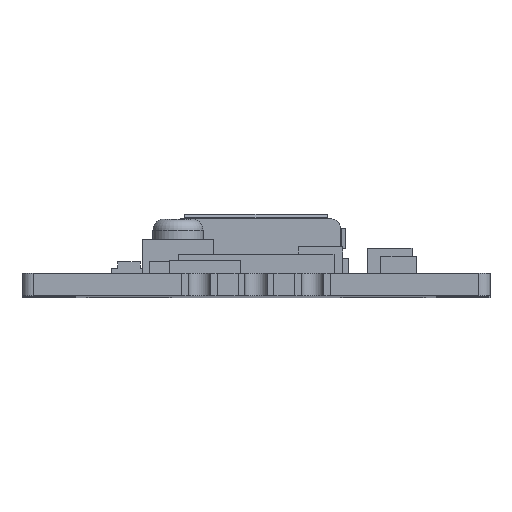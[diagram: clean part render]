
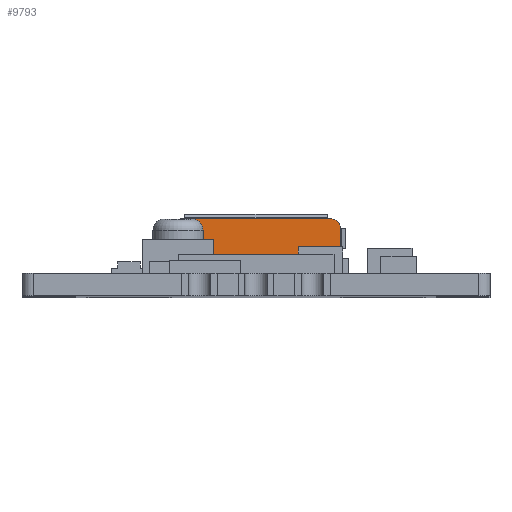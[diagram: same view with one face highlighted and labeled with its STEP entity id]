
A CAD part, top view. The second image highlights one B-rep face of the part: STEP entity #9793.
In plain terms, the highlighted face is planar.
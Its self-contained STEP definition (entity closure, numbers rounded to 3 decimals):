
#517=PLANE('',#10799);
#968=FACE_OUTER_BOUND('',#1541,.T.);
#1541=EDGE_LOOP('',(#8617,#8618,#8619,#8620,#8621,#8622,#8623,#8624,#8625,
#8626,#8627,#8628));
#2335=LINE('',#16348,#3280);
#2340=LINE('',#16362,#3285);
#2344=LINE('',#16374,#3289);
#2348=LINE('',#16386,#3293);
#2352=LINE('',#16398,#3297);
#2356=LINE('',#16410,#3301);
#3280=VECTOR('',#13046,1000.);
#3285=VECTOR('',#13059,1000.);
#3289=VECTOR('',#13071,1000.);
#3293=VECTOR('',#13083,1000.);
#3297=VECTOR('',#13095,1000.);
#3301=VECTOR('',#13107,1000.);
#3938=CIRCLE('',#10777,0.4);
#3940=CIRCLE('',#10781,0.4);
#3942=CIRCLE('',#10785,0.4);
#3944=CIRCLE('',#10789,0.4);
#3946=CIRCLE('',#10793,0.4);
#3948=CIRCLE('',#10797,0.4);
#4760=VERTEX_POINT('',#16346);
#4761=VERTEX_POINT('',#16347);
#4764=VERTEX_POINT('',#16355);
#4766=VERTEX_POINT('',#16361);
#4768=VERTEX_POINT('',#16367);
#4770=VERTEX_POINT('',#16373);
#4772=VERTEX_POINT('',#16379);
#4774=VERTEX_POINT('',#16385);
#4776=VERTEX_POINT('',#16391);
#4778=VERTEX_POINT('',#16397);
#4780=VERTEX_POINT('',#16403);
#4782=VERTEX_POINT('',#16409);
#6067=EDGE_CURVE('',#4760,#4761,#2335,.T.);
#6071=EDGE_CURVE('',#4764,#4760,#3938,.T.);
#6074=EDGE_CURVE('',#4766,#4764,#2340,.T.);
#6077=EDGE_CURVE('',#4768,#4766,#3940,.T.);
#6080=EDGE_CURVE('',#4770,#4768,#2344,.T.);
#6083=EDGE_CURVE('',#4772,#4770,#3942,.T.);
#6086=EDGE_CURVE('',#4774,#4772,#2348,.T.);
#6089=EDGE_CURVE('',#4776,#4774,#3944,.T.);
#6092=EDGE_CURVE('',#4778,#4776,#2352,.T.);
#6095=EDGE_CURVE('',#4780,#4778,#3946,.T.);
#6098=EDGE_CURVE('',#4782,#4780,#2356,.T.);
#6101=EDGE_CURVE('',#4761,#4782,#3948,.T.);
#8617=ORIENTED_EDGE('',*,*,#6101,.F.);
#8618=ORIENTED_EDGE('',*,*,#6067,.F.);
#8619=ORIENTED_EDGE('',*,*,#6071,.F.);
#8620=ORIENTED_EDGE('',*,*,#6074,.F.);
#8621=ORIENTED_EDGE('',*,*,#6077,.F.);
#8622=ORIENTED_EDGE('',*,*,#6080,.F.);
#8623=ORIENTED_EDGE('',*,*,#6083,.F.);
#8624=ORIENTED_EDGE('',*,*,#6086,.F.);
#8625=ORIENTED_EDGE('',*,*,#6089,.F.);
#8626=ORIENTED_EDGE('',*,*,#6092,.F.);
#8627=ORIENTED_EDGE('',*,*,#6095,.F.);
#8628=ORIENTED_EDGE('',*,*,#6098,.F.);
#9793=ADVANCED_FACE('',(#968),#517,.F.);
#10777=AXIS2_PLACEMENT_3D('',#16356,#13052,#13053);
#10781=AXIS2_PLACEMENT_3D('',#16368,#13064,#13065);
#10785=AXIS2_PLACEMENT_3D('',#16380,#13076,#13077);
#10789=AXIS2_PLACEMENT_3D('',#16392,#13088,#13089);
#10793=AXIS2_PLACEMENT_3D('',#16404,#13100,#13101);
#10797=AXIS2_PLACEMENT_3D('',#16415,#13112,#13113);
#10799=AXIS2_PLACEMENT_3D('',#16417,#13116,#13117);
#13046=DIRECTION('',(0.665,-0.747,0.));
#13052=DIRECTION('center_axis',(0.,0.,1.));
#13053=DIRECTION('ref_axis',(1.,0.,0.));
#13059=DIRECTION('',(0.,-1.,0.));
#13064=DIRECTION('center_axis',(0.,0.,1.));
#13065=DIRECTION('ref_axis',(-1.,0.,0.));
#13071=DIRECTION('',(-1.,0.,0.));
#13076=DIRECTION('center_axis',(0.,0.,1.));
#13077=DIRECTION('ref_axis',(1.,0.,0.));
#13083=DIRECTION('',(0.,1.,0.));
#13088=DIRECTION('center_axis',(0.,0.,1.));
#13089=DIRECTION('ref_axis',(-1.,0.,0.));
#13095=DIRECTION('',(0.665,0.747,0.));
#13100=DIRECTION('center_axis',(0.,0.,1.));
#13101=DIRECTION('ref_axis',(-1.,0.,0.));
#13107=DIRECTION('',(1.,0.,0.));
#13112=DIRECTION('center_axis',(0.,0.,1.));
#13113=DIRECTION('ref_axis',(1.,0.,0.));
#13116=DIRECTION('center_axis',(0.,0.,1.));
#13117=DIRECTION('ref_axis',(1.,0.,0.));
#16346=CARTESIAN_POINT('',(-3.689,-0.234,-2.5));
#16347=CARTESIAN_POINT('',(-2.894,-1.126,-2.5));
#16348=CARTESIAN_POINT('',(-3.689,-0.234,-2.5));
#16355=CARTESIAN_POINT('',(-3.79,0.032,-2.5));
#16356=CARTESIAN_POINT('Origin',(-3.39,0.032,-2.5));
#16361=CARTESIAN_POINT('',(-3.79,0.86,-2.5));
#16362=CARTESIAN_POINT('',(-3.79,0.86,-2.5));
#16367=CARTESIAN_POINT('',(-3.39,1.26,-2.5));
#16368=CARTESIAN_POINT('Origin',(-3.39,0.86,-2.5));
#16373=CARTESIAN_POINT('',(3.39,1.26,-2.5));
#16374=CARTESIAN_POINT('',(-3.39,1.26,-2.5));
#16379=CARTESIAN_POINT('',(3.79,0.86,-2.5));
#16380=CARTESIAN_POINT('Origin',(3.39,0.86,-2.5));
#16385=CARTESIAN_POINT('',(3.79,0.032,-2.5));
#16386=CARTESIAN_POINT('',(3.79,0.86,-2.5));
#16391=CARTESIAN_POINT('',(3.689,-0.234,-2.5));
#16392=CARTESIAN_POINT('Origin',(3.39,0.032,-2.5));
#16397=CARTESIAN_POINT('',(2.894,-1.126,-2.5));
#16398=CARTESIAN_POINT('',(3.689,-0.234,-2.5));
#16403=CARTESIAN_POINT('',(2.596,-1.26,-2.5));
#16404=CARTESIAN_POINT('Origin',(2.596,-0.86,-2.5));
#16409=CARTESIAN_POINT('',(-2.596,-1.26,-2.5));
#16410=CARTESIAN_POINT('',(-2.596,-1.26,-2.5));
#16415=CARTESIAN_POINT('Origin',(-2.596,-0.86,-2.5));
#16417=CARTESIAN_POINT('Origin',(-2.596,-0.86,-2.5));
